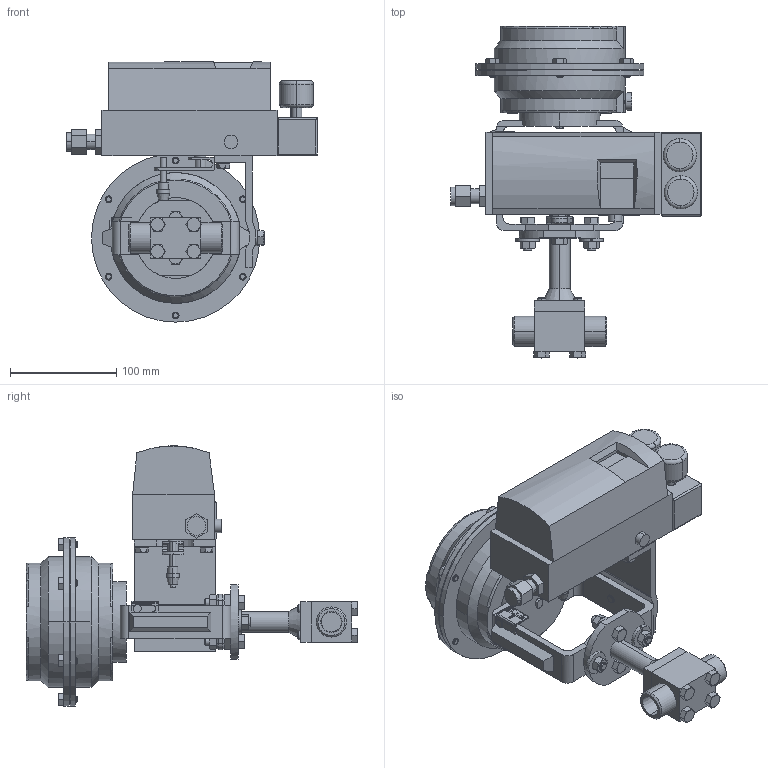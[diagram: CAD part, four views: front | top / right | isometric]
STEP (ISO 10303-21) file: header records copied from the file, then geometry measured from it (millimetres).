
FILE_DESCRIPTION (( 'STEP AP203' ), '1' );
FILE_NAME ('708SP-050-CB+HC+SB+A2-PT-14M-16IQ.STEP', '2017-09-14T12:33:04', ( '' ), ( '' ), 'SwSTEP 2.0', 'SolidWorks 2014', '' );
FILE_SCHEMA (( 'CONFIG_CONTROL_DESIGN' ));
Length unit declared in the file: inch
Products named in the file (1): 708SP-050-CB+HC+SB+A2-PT-14M-16IQ
Bounding box: 236.54 x 312.98 x 245.46 mm (x, y, z)
Volume: 2570332.6 mm3; surface area: 250525.6 mm2
Topology: 1 solids, 1 shells, 877 faces, 2115 edges, 1313 vertices
Faces by surface type: plane 417, cone 191, cylinder 179, bspline 62, torus 26, sphere 2
Entity records: 33042 total; most frequent: CARTESIAN_POINT 13179, ORIENTED_EDGE 4222, DIRECTION 3884, EDGE_CURVE 2111, AXIS2_PLACEMENT_3D 1417, VERTEX_POINT 1313, VECTOR 1050, LINE 1050
